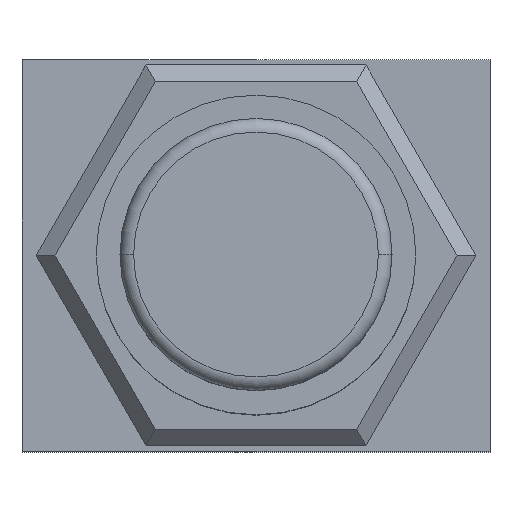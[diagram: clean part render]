
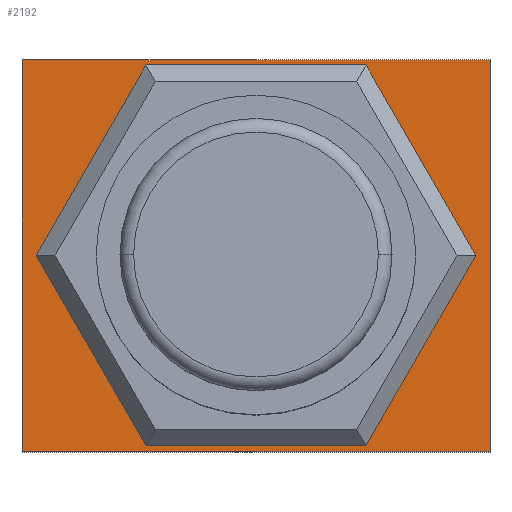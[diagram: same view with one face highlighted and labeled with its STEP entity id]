
A CAD part, top view. The second image highlights one B-rep face of the part: STEP entity #2192.
In plain terms, the highlighted planar face has unit normal (0, 0, 1).
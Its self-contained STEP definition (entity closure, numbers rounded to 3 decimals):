
#23 = VECTOR ( 'NONE', #1421, 1000. ) ;
#36 = EDGE_CURVE ( 'NONE', #1309, #2048, #1477, .T. ) ;
#117 = DIRECTION ( 'NONE',  ( 0., 0., -1. ) ) ;
#157 = ORIENTED_EDGE ( 'NONE', *, *, #909, .T. ) ;
#170 = VECTOR ( 'NONE', #892, 1000. ) ;
#173 = EDGE_CURVE ( 'NONE', #307, #2364, #210, .T. ) ;
#204 = EDGE_CURVE ( 'NONE', #2048, #1309, #641, .T. ) ;
#210 = LINE ( 'NONE', #851, #1185 ) ;
#249 = EDGE_CURVE ( 'NONE', #1255, #307, #1501, .T. ) ;
#307 = VERTEX_POINT ( 'NONE', #1805 ) ;
#451 = AXIS2_PLACEMENT_3D ( 'NONE', #2088, #991, #2268 ) ;
#506 = PLANE ( 'NONE',  #1773 ) ;
#516 = FACE_OUTER_BOUND ( 'NONE', #2304, .T. ) ;
#538 = EDGE_LOOP ( 'NONE', ( #567, #1047 ) ) ;
#567 = ORIENTED_EDGE ( 'NONE', *, *, #204, .T. ) ;
#641 = CIRCLE ( 'NONE', #2292, 6.875 ) ;
#665 = LINE ( 'NONE', #2177, #170 ) ;
#695 = DIRECTION ( 'NONE',  ( -1., 0., 0. ) ) ;
#698 = VECTOR ( 'NONE', #1697, 1000. ) ;
#761 = CARTESIAN_POINT ( 'NONE',  ( 0., 0., 18. ) ) ;
#790 = CARTESIAN_POINT ( 'NONE',  ( 0., 0., 18. ) ) ;
#851 = CARTESIAN_POINT ( 'NONE',  ( 0., 14.4, 18. ) ) ;
#892 = DIRECTION ( 'NONE',  ( 1., 0., 0. ) ) ;
#909 = EDGE_CURVE ( 'NONE', #1768, #1255, #665, .T. ) ;
#943 = FACE_BOUND ( 'NONE', #538, .T. ) ;
#991 = DIRECTION ( 'NONE',  ( 0., 0., -1. ) ) ;
#1047 = ORIENTED_EDGE ( 'NONE', *, *, #36, .T. ) ;
#1088 = ORIENTED_EDGE ( 'NONE', *, *, #173, .T. ) ;
#1115 = EDGE_CURVE ( 'NONE', #2364, #1768, #1343, .T. ) ;
#1182 = CARTESIAN_POINT ( 'NONE',  ( 1.725, 7.2, 18. ) ) ;
#1185 = VECTOR ( 'NONE', #1582, 1000. ) ;
#1227 = CARTESIAN_POINT ( 'NONE',  ( 8.6, 7.2, 18. ) ) ;
#1231 = CARTESIAN_POINT ( 'NONE',  ( 0., 0., 18. ) ) ;
#1255 = VERTEX_POINT ( 'NONE', #2090 ) ;
#1309 = VERTEX_POINT ( 'NONE', #2108 ) ;
#1343 = LINE ( 'NONE', #761, #698 ) ;
#1413 = DIRECTION ( 'NONE',  ( -1., 0., 0. ) ) ;
#1421 = DIRECTION ( 'NONE',  ( 0., 1., 0. ) ) ;
#1477 = CIRCLE ( 'NONE', #451, 6.875 ) ;
#1501 = LINE ( 'NONE', #2151, #23 ) ;
#1544 = ORIENTED_EDGE ( 'NONE', *, *, #1115, .T. ) ;
#1582 = DIRECTION ( 'NONE',  ( -1., 0., 0. ) ) ;
#1697 = DIRECTION ( 'NONE',  ( 0., -1., 0. ) ) ;
#1768 = VERTEX_POINT ( 'NONE', #790 ) ;
#1773 = AXIS2_PLACEMENT_3D ( 'NONE', #1231, #1787, #695 ) ;
#1787 = DIRECTION ( 'NONE',  ( 0., 0., -1. ) ) ;
#1805 = CARTESIAN_POINT ( 'NONE',  ( 17.2, 14.4, 18. ) ) ;
#1824 = ORIENTED_EDGE ( 'NONE', *, *, #249, .T. ) ;
#1837 = CARTESIAN_POINT ( 'NONE',  ( 0., 14.4, 18. ) ) ;
#2048 = VERTEX_POINT ( 'NONE', #1182 ) ;
#2088 = CARTESIAN_POINT ( 'NONE',  ( 8.6, 7.2, 18. ) ) ;
#2090 = CARTESIAN_POINT ( 'NONE',  ( 17.2, 0., 18. ) ) ;
#2108 = CARTESIAN_POINT ( 'NONE',  ( 15.475, 7.2, 18. ) ) ;
#2151 = CARTESIAN_POINT ( 'NONE',  ( 17.2, 0., 18. ) ) ;
#2177 = CARTESIAN_POINT ( 'NONE',  ( 0., 0., 18. ) ) ;
#2192 = ADVANCED_FACE ( 'NONE', ( #943, #516 ), #506, .F. ) ;
#2268 = DIRECTION ( 'NONE',  ( -1., 0., 0. ) ) ;
#2292 = AXIS2_PLACEMENT_3D ( 'NONE', #1227, #117, #1413 ) ;
#2304 = EDGE_LOOP ( 'NONE', ( #1544, #157, #1824, #1088 ) ) ;
#2364 = VERTEX_POINT ( 'NONE', #1837 ) ;
